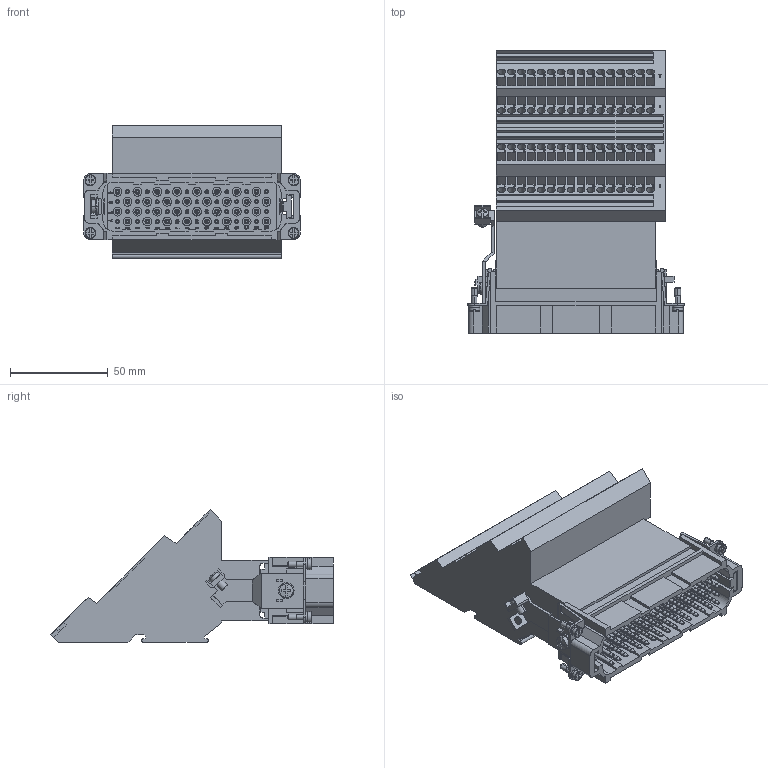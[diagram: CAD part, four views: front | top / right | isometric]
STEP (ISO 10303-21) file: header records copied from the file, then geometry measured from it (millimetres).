
FILE_DESCRIPTION((''),'2;1');
FILE_NAME('CTM 64 L.stp','2006-11-27T12:45:59',('gembarski'),(''),'Autodesk Inventor 7','Autodesk Inventor 7','');
FILE_SCHEMA(('AUTOMOTIVE_DESIGN { 1 0 10303 214 1 1 1 1 }'));
Length unit declared in the file: millimetre
Products named in the file (1): CTM 64 L
Bounding box: 110.7 x 144.5 x 68 mm (x, y, z)
Volume: 384929.8 mm3; surface area: 92095 mm2
Topology: 3 solids, 3 shells, 3253 faces, 8265 edges, 5443 vertices
Faces by surface type: plane 1689, bspline 974, cylinder 448, cone 132, sphere 6, torus 4
Entity records: 102388 total; most frequent: CARTESIAN_POINT 28754, ORIENTED_EDGE 16538, DIRECTION 12314, EDGE_CURVE 8269, VERTEX_POINT 5443, VECTOR 5436, LINE 5436, EDGE_LOOP 3716
